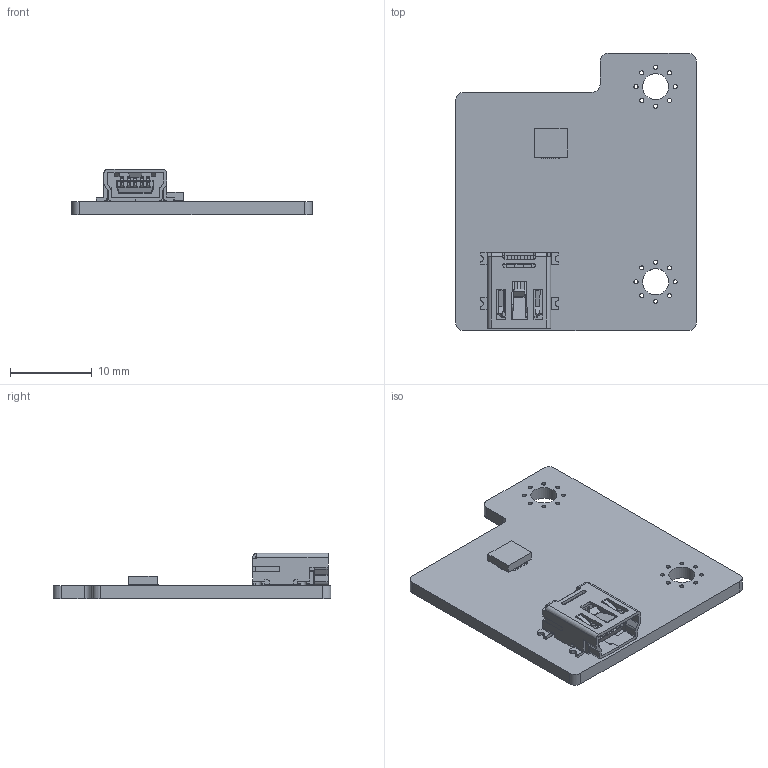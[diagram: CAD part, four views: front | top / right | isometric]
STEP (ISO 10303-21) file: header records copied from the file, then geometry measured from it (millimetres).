
FILE_DESCRIPTION(('KiCad electronic assembly'),'2;1');
FILE_NAME('cam_1.step','2021-10-19T17:02:21',('An Author'),('A Company') ,'Open CASCADE STEP processor 6.9','KiCad to STEP converter','Unknown' );
FILE_SCHEMA(('AUTOMOTIVE_DESIGN { 1 0 10303 214 1 1 1 1 }'));
Length unit declared in the file: millimetre
Products named in the file (6): Open CASCADE STEP translator 6.9 1; 65100516121_(rev1); COMPOUND; 59453-051110ECHLF
Assembly tree (5 placements, depth 3):
  Open CASCADE STEP translator 6.9 1
    65100516121_(rev1)
      COMPOUND
    59453-051110ECHLF
      COMPOUND
    COMPOUND
Bounding box: 29.5 x 34 x 5.55 mm (x, y, z)
Volume: 1590.9 mm3; surface area: 2884.4 mm2
Topology: 16 solids, 16 shells, 688 faces, 1895 edges, 1216 vertices
Faces by surface type: plane 445, cylinder 217, bspline 18, sphere 6, cone 2
Full cylindrical faces by diameter (mm): 0.5 x16, 0.8 x2, 0.9 x2, 3.2 x2
Entity records: 53778 total; most frequent: CARTESIAN_POINT 11219, DIRECTION 7191, LINE 4673, VECTOR 4673, ORIENTED_EDGE 3782, PCURVE 3782, DEFINITIONAL_REPRESENTATION 3782, EDGE_CURVE 1891
